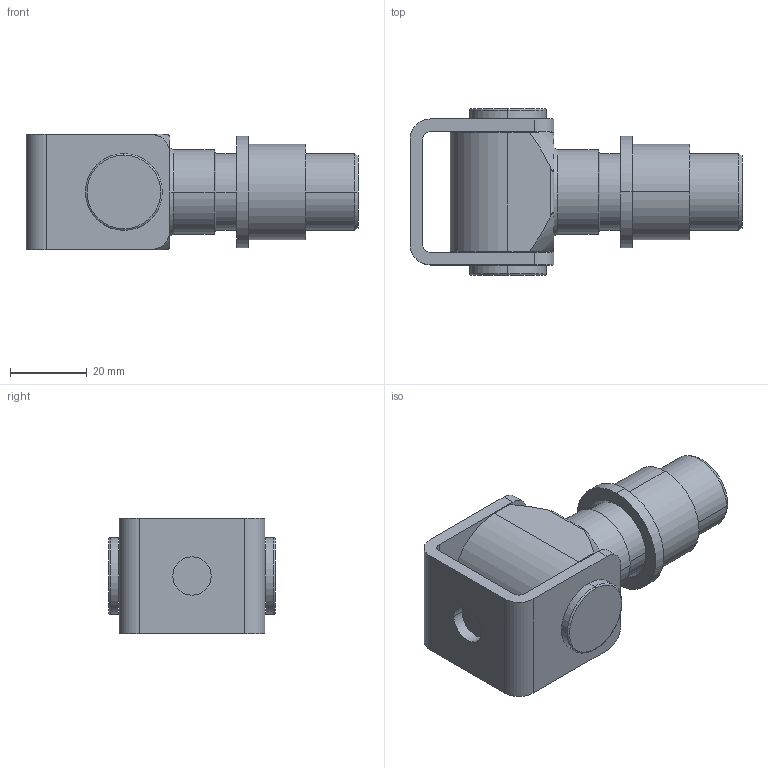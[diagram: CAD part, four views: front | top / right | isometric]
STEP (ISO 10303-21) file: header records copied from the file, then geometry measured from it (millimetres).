
FILE_DESCRIPTION (( 'STEP AP203' ), '1' );
FILE_NAME ('3D_GD5334_M20_188744810.STEP', '2024-10-25T07:44:35', ( '' ), ( '' ), 'SwSTEP 2.0', 'SolidWorks 2023', '' );
FILE_SCHEMA (( 'CONFIG_CONTROL_DESIGN' ));
Length unit declared in the file: millimetre
Products named in the file (1): 3D_GD5334_M20_188744810
Bounding box: 86.5 x 43.4 x 30 mm (x, y, z)
Volume: 52858.9 mm3; surface area: 21254.7 mm2
Topology: 4 solids, 4 shells, 73 faces, 166 edges, 106 vertices
Faces by surface type: cylinder 35, plane 24, cone 10, torus 4
Entity records: 2283 total; most frequent: CARTESIAN_POINT 492, DIRECTION 386, ORIENTED_EDGE 332, EDGE_CURVE 166, AXIS2_PLACEMENT_3D 156, VERTEX_POINT 106, EDGE_LOOP 86, CIRCLE 82
